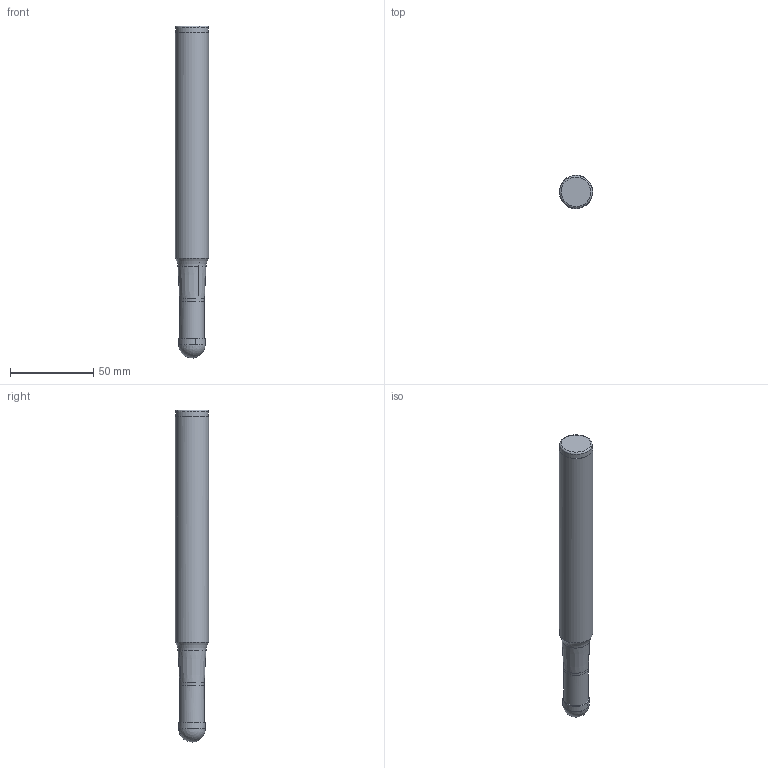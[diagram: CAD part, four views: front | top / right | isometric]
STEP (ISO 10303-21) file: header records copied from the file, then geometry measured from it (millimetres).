
FILE_DESCRIPTION((''),'2;1');
FILE_NAME('1TW8Q016060T3R01','2015-12-05T',('thielmann'),(''),'PRO/ENGINEER BY PARAMETRIC TECHNOLOGY CORPORATION, 2011490','PRO/ENGINEER BY PARAMETRIC TECHNOLOGY CORPORATION, 2011490','');
FILE_SCHEMA(('AUTOMOTIVE_DESIGN { 1 2 10303 214 0 1 1 1 }'));
Length unit declared in the file: millimetre
Products named in the file (3): NO_CUT; CUT; 1TW8Q016060T3R01
Assembly tree (2 placements, depth 2):
  1TW8Q016060T3R01
    NO_CUT
    CUT
Bounding box: 20 x 20 x 199.95 mm (x, y, z)
Volume: 56433.8 mm3; surface area: 12751.8 mm2
Topology: 2 solids, 2 shells, 32 faces, 90 edges, 69 vertices
Faces by surface type: torus 6, cylinder 6, cone 6, bspline 6, plane 3, sphere 3, revolution 2
Entity records: 1687 total; most frequent: CARTESIAN_POINT 391, DIRECTION 209, ORIENTED_EDGE 160, AXIS2_PLACEMENT_3D 97, PRESENTATION_STYLE_ASSIGNMENT 95, STYLED_ITEM 95, CURVE_STYLE 93, EDGE_CURVE 80
